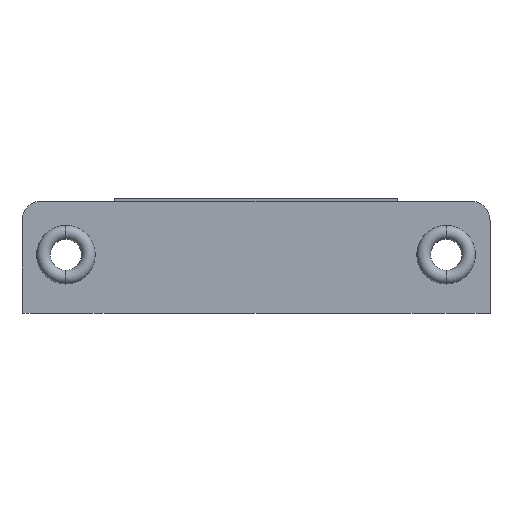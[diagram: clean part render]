
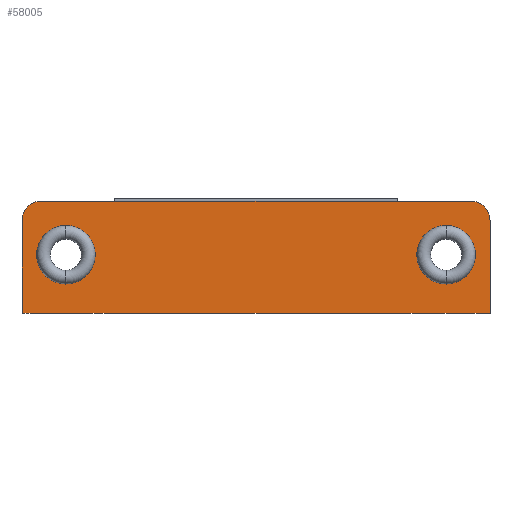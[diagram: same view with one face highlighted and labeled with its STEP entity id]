
A CAD part, front view. The second image highlights one B-rep face of the part: STEP entity #58005.
In plain terms, the highlighted planar face has unit normal (0, -1, 0).
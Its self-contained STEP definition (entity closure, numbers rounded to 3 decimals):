
#1588=DIRECTION('',(-1.,0.,0.));
#1589=VECTOR('',#1588,48.013);
#1590=CARTESIAN_POINT('',(24.007,-0.713,-6.05));
#1591=LINE('',#1590,#1589);
#1592=CARTESIAN_POINT('',(19.5,-0.713,-0.044));
#1593=DIRECTION('',(0.,-1.,0.));
#1594=DIRECTION('',(0.,0.,-1.));
#1595=AXIS2_PLACEMENT_3D('',#1592,#1593,#1594);
#1597=CARTESIAN_POINT('',(19.5,-0.713,-0.044));
#1598=DIRECTION('',(0.,-1.,0.));
#1599=DIRECTION('',(0.,0.,1.));
#1600=AXIS2_PLACEMENT_3D('',#1597,#1598,#1599);
#1602=CARTESIAN_POINT('',(-19.5,-0.713,-0.044));
#1603=DIRECTION('',(0.,-1.,0.));
#1604=DIRECTION('',(0.,0.,-1.));
#1605=AXIS2_PLACEMENT_3D('',#1602,#1603,#1604);
#1607=CARTESIAN_POINT('',(-19.5,-0.713,-0.044));
#1608=DIRECTION('',(0.,-1.,0.));
#1609=DIRECTION('',(0.,0.,1.));
#1610=AXIS2_PLACEMENT_3D('',#1607,#1608,#1609);
#1625=CARTESIAN_POINT('',(-22.,-0.713,3.457));
#1626=DIRECTION('',(0.,-1.,0.));
#1627=DIRECTION('',(0.,0.,1.));
#1628=AXIS2_PLACEMENT_3D('',#1625,#1626,#1627);
#1634=DIRECTION('',(0.,0.,1.));
#1635=VECTOR('',#1634,9.507);
#1636=CARTESIAN_POINT('',(-24.007,-0.713,-6.05));
#1637=LINE('',#1636,#1635);
#1772=DIRECTION('',(0.,0.,1.));
#1773=VECTOR('',#1772,9.507);
#1774=CARTESIAN_POINT('',(24.007,-0.713,-6.05));
#1775=LINE('',#1774,#1773);
#1850=CARTESIAN_POINT('',(22.,-0.713,3.457));
#1851=DIRECTION('',(0.,-1.,0.));
#1852=DIRECTION('',(1.,0.,0.));
#1853=AXIS2_PLACEMENT_3D('',#1850,#1851,#1852);
#1864=DIRECTION('',(-1.,0.,0.));
#1865=VECTOR('',#1864,44.);
#1866=CARTESIAN_POINT('',(22.,-0.713,5.463));
#1867=LINE('',#1866,#1865);
#56237=CARTESIAN_POINT('',(24.007,-0.713,-6.05));
#56238=CARTESIAN_POINT('',(-24.007,-0.713,-6.05));
#56239=VERTEX_POINT('',#56237);
#56240=VERTEX_POINT('',#56238);
#56285=CARTESIAN_POINT('',(-24.007,-0.713,3.457));
#56287=VERTEX_POINT('',#56285);
#56291=CARTESIAN_POINT('',(-22.,-0.713,5.463));
#56292=VERTEX_POINT('',#56291);
#56294=CARTESIAN_POINT('',(24.007,-0.713,3.457));
#56296=VERTEX_POINT('',#56294);
#56297=CARTESIAN_POINT('',(22.,-0.713,5.463));
#56298=VERTEX_POINT('',#56297);
#56377=CARTESIAN_POINT('',(19.5,-0.713,-3.05));
#56378=CARTESIAN_POINT('',(19.5,-0.713,2.963));
#56379=VERTEX_POINT('',#56377);
#56380=VERTEX_POINT('',#56378);
#56397=CARTESIAN_POINT('',(-19.5,-0.713,-3.05));
#56398=CARTESIAN_POINT('',(-19.5,-0.713,2.963));
#56399=VERTEX_POINT('',#56397);
#56400=VERTEX_POINT('',#56398);
#57975=CARTESIAN_POINT('',(24.,-0.713,-6.044));
#57976=DIRECTION('',(0.,-1.,0.));
#57977=DIRECTION('',(0.,0.,1.));
#57978=AXIS2_PLACEMENT_3D('',#57975,#57976,#57977);
#57979=PLANE('',#57978);
#57981=ORIENTED_EDGE('',*,*,#57980,.F.);
#57983=ORIENTED_EDGE('',*,*,#57982,.F.);
#57985=ORIENTED_EDGE('',*,*,#57984,.F.);
#57987=ORIENTED_EDGE('',*,*,#57986,.F.);
#57989=ORIENTED_EDGE('',*,*,#57988,.T.);
#57991=ORIENTED_EDGE('',*,*,#57990,.T.);
#57992=EDGE_LOOP('',(#57981,#57983,#57985,#57987,#57989,#57991));
#57993=FACE_OUTER_BOUND('',#57992,.F.);
#57995=ORIENTED_EDGE('',*,*,#57994,.T.);
#57996=ORIENTED_EDGE('',*,*,#57963,.T.);
#57997=EDGE_LOOP('',(#57995,#57996));
#57998=FACE_BOUND('',#57997,.F.);
#58000=ORIENTED_EDGE('',*,*,#57999,.T.);
#58002=ORIENTED_EDGE('',*,*,#58001,.T.);
#58003=EDGE_LOOP('',(#58000,#58002));
#58004=FACE_BOUND('',#58003,.F.);
#58005=ADVANCED_FACE('',(#57993,#57998,#58004),#57979,.T.);
#1596=CIRCLE('',#1595,3.006);
#1601=CIRCLE('',#1600,3.006);
#1606=CIRCLE('',#1605,3.006);
#1611=CIRCLE('',#1610,3.006);
#1629=CIRCLE('',#1628,2.007);
#1854=CIRCLE('',#1853,2.007);
#57963=EDGE_CURVE('',#56380,#56379,#1601,.T.);
#57980=EDGE_CURVE('',#56292,#56287,#1629,.T.);
#57982=EDGE_CURVE('',#56298,#56292,#1867,.T.);
#57984=EDGE_CURVE('',#56296,#56298,#1854,.T.);
#57986=EDGE_CURVE('',#56239,#56296,#1775,.T.);
#57988=EDGE_CURVE('',#56239,#56240,#1591,.T.);
#57990=EDGE_CURVE('',#56240,#56287,#1637,.T.);
#57994=EDGE_CURVE('',#56379,#56380,#1596,.T.);
#57999=EDGE_CURVE('',#56399,#56400,#1606,.T.);
#58001=EDGE_CURVE('',#56400,#56399,#1611,.T.);
